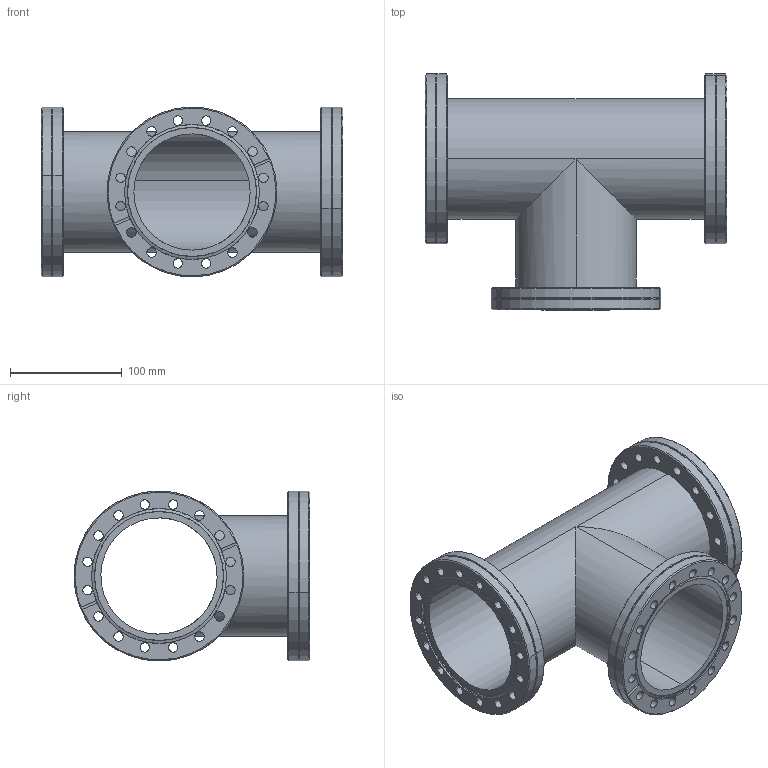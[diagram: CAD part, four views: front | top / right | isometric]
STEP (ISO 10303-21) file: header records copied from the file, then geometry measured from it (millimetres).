
FILE_DESCRIPTION (( 'STEP AP214' ), '1' );
FILE_NAME ('420RTS100.stp', '2017-05-31T10:00:19', ( '' ), ( '' ), 'SwSTEP 2.0', 'SolidWorks 2015', '' );
FILE_SCHEMA (( 'AUTOMOTIVE_DESIGN' ));
Length unit declared in the file: millimetre
Products named in the file (1): 420RTS100
Bounding box: 270 x 210.98 x 151.96 mm (x, y, z)
Volume: 690818.5 mm3; surface area: 330599.7 mm2
Topology: 1 solids, 3 shells, 212 faces, 543 edges, 342 vertices
Faces by surface type: cylinder 143, cone 28, torus 22, plane 19
Entity records: 9291 total; most frequent: CARTESIAN_POINT 1308, DIRECTION 1297, ORIENTED_EDGE 1086, AXIS2_PLACEMENT_3D 559, EDGE_CURVE 543, CIRCLE 346, VERTEX_POINT 342, EDGE_LOOP 321
